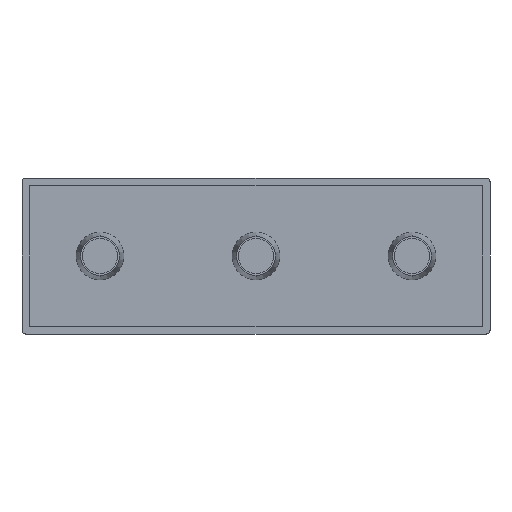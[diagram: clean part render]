
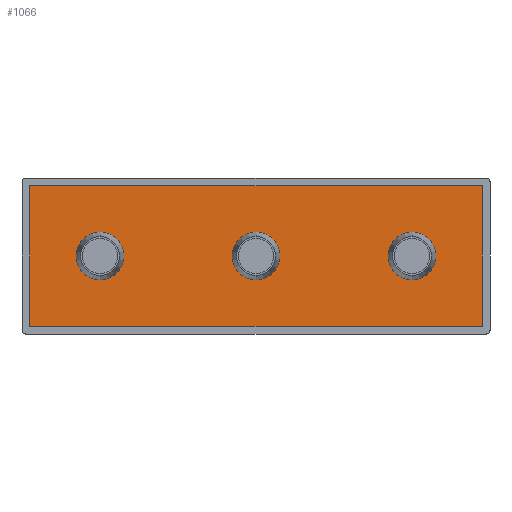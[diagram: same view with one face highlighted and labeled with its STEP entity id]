
A CAD part, front view. The second image highlights one B-rep face of the part: STEP entity #1066.
In plain terms, the highlighted planar face has unit normal (0, -1, 0).
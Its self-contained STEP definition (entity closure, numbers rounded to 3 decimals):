
#17 = DIRECTION ( 'NONE',  ( 0., -1., 0. ) ) ;
#48 = DIRECTION ( 'NONE',  ( -1., 0., 0. ) ) ;
#50 = EDGE_CURVE ( 'NONE', #802, #378, #455, .T. ) ;
#55 = AXIS2_PLACEMENT_3D ( 'NONE', #866, #17, #1039 ) ;
#95 = CARTESIAN_POINT ( 'NONE',  ( 58., -3.3, -18. ) ) ;
#107 = AXIS2_PLACEMENT_3D ( 'NONE', #1253, #1227, #620 ) ;
#123 = VECTOR ( 'NONE', #627, 1000. ) ;
#153 = VECTOR ( 'NONE', #880, 1000. ) ;
#165 = EDGE_CURVE ( 'NONE', #378, #802, #1200, .T. ) ;
#173 = AXIS2_PLACEMENT_3D ( 'NONE', #458, #357, #502 ) ;
#175 = CARTESIAN_POINT ( 'NONE',  ( -58., -3.3, -18. ) ) ;
#182 = EDGE_CURVE ( 'NONE', #574, #538, #261, .T. ) ;
#189 = ORIENTED_EDGE ( 'NONE', *, *, #165, .F. ) ;
#197 = ORIENTED_EDGE ( 'NONE', *, *, #1179, .T. ) ;
#201 = EDGE_CURVE ( 'NONE', #764, #638, #1249, .T. ) ;
#214 = ORIENTED_EDGE ( 'NONE', *, *, #201, .T. ) ;
#229 = CIRCLE ( 'NONE', #107, 6.1 ) ;
#240 = VERTEX_POINT ( 'NONE', #655 ) ;
#261 = LINE ( 'NONE', #781, #935 ) ;
#269 = FACE_BOUND ( 'NONE', #534, .T. ) ;
#290 = CARTESIAN_POINT ( 'NONE',  ( 40., -3.3, 0. ) ) ;
#301 = PLANE ( 'NONE',  #173 ) ;
#345 = CARTESIAN_POINT ( 'NONE',  ( 0., -3.3, 6.1 ) ) ;
#357 = DIRECTION ( 'NONE',  ( 0., -1., 0. ) ) ;
#378 = VERTEX_POINT ( 'NONE', #345 ) ;
#388 = ORIENTED_EDGE ( 'NONE', *, *, #182, .T. ) ;
#389 = CARTESIAN_POINT ( 'NONE',  ( 58., -3.3, 18. ) ) ;
#443 = CIRCLE ( 'NONE', #510, 6.1 ) ;
#452 = LINE ( 'NONE', #175, #153 ) ;
#455 = CIRCLE ( 'NONE', #800, 6.1 ) ;
#458 = CARTESIAN_POINT ( 'NONE',  ( 0., -3.3, 0. ) ) ;
#477 = LINE ( 'NONE', #981, #1242 ) ;
#492 = VERTEX_POINT ( 'NONE', #666 ) ;
#502 = DIRECTION ( 'NONE',  ( 0., 0., -1. ) ) ;
#508 = VERTEX_POINT ( 'NONE', #1144 ) ;
#510 = AXIS2_PLACEMENT_3D ( 'NONE', #1014, #1157, #619 ) ;
#534 = EDGE_LOOP ( 'NONE', ( #793, #573 ) ) ;
#538 = VERTEX_POINT ( 'NONE', #755 ) ;
#556 = EDGE_CURVE ( 'NONE', #492, #240, #703, .T. ) ;
#567 = EDGE_CURVE ( 'NONE', #638, #574, #477, .T. ) ;
#573 = ORIENTED_EDGE ( 'NONE', *, *, #556, .F. ) ;
#574 = VERTEX_POINT ( 'NONE', #1133 ) ;
#596 = ORIENTED_EDGE ( 'NONE', *, *, #959, .F. ) ;
#619 = DIRECTION ( 'NONE',  ( 0., 0., -1. ) ) ;
#620 = DIRECTION ( 'NONE',  ( 0., 0., -1. ) ) ;
#627 = DIRECTION ( 'NONE',  ( 0., 0., 1. ) ) ;
#638 = VERTEX_POINT ( 'NONE', #1035 ) ;
#655 = CARTESIAN_POINT ( 'NONE',  ( 40., -3.3, 6.1 ) ) ;
#661 = CARTESIAN_POINT ( 'NONE',  ( 0., -3.3, -6.1 ) ) ;
#666 = CARTESIAN_POINT ( 'NONE',  ( 40., -3.3, -6.1 ) ) ;
#671 = EDGE_LOOP ( 'NONE', ( #596, #1230 ) ) ;
#682 = CIRCLE ( 'NONE', #55, 6.1 ) ;
#689 = EDGE_LOOP ( 'NONE', ( #189, #1059 ) ) ;
#703 = CIRCLE ( 'NONE', #1024, 6.1 ) ;
#713 = DIRECTION ( 'NONE',  ( 0., 0., -1. ) ) ;
#716 = FACE_BOUND ( 'NONE', #689, .T. ) ;
#734 = CARTESIAN_POINT ( 'NONE',  ( 0., -3.3, 0. ) ) ;
#748 = FACE_OUTER_BOUND ( 'NONE', #1172, .T. ) ;
#755 = CARTESIAN_POINT ( 'NONE',  ( -58., -3.3, -18. ) ) ;
#764 = VERTEX_POINT ( 'NONE', #95 ) ;
#781 = CARTESIAN_POINT ( 'NONE',  ( -58., -3.3, 18. ) ) ;
#793 = ORIENTED_EDGE ( 'NONE', *, *, #1069, .F. ) ;
#800 = AXIS2_PLACEMENT_3D ( 'NONE', #1165, #1149, #934 ) ;
#802 = VERTEX_POINT ( 'NONE', #661 ) ;
#814 = DIRECTION ( 'NONE',  ( 0., -1., 0. ) ) ;
#817 = DIRECTION ( 'NONE',  ( 0., 0., -1. ) ) ;
#818 = CARTESIAN_POINT ( 'NONE',  ( -40., -3.3, -6.1 ) ) ;
#866 = CARTESIAN_POINT ( 'NONE',  ( -40., -3.3, 0. ) ) ;
#880 = DIRECTION ( 'NONE',  ( 1., 0., 0. ) ) ;
#934 = DIRECTION ( 'NONE',  ( 0., 0., -1. ) ) ;
#935 = VECTOR ( 'NONE', #713, 1000. ) ;
#942 = ORIENTED_EDGE ( 'NONE', *, *, #567, .T. ) ;
#959 = EDGE_CURVE ( 'NONE', #508, #1086, #682, .T. ) ;
#981 = CARTESIAN_POINT ( 'NONE',  ( -58., -3.3, 18. ) ) ;
#1002 = EDGE_CURVE ( 'NONE', #1086, #508, #443, .T. ) ;
#1014 = CARTESIAN_POINT ( 'NONE',  ( -40., -3.3, 0. ) ) ;
#1024 = AXIS2_PLACEMENT_3D ( 'NONE', #290, #1212, #1075 ) ;
#1029 = AXIS2_PLACEMENT_3D ( 'NONE', #734, #814, #817 ) ;
#1035 = CARTESIAN_POINT ( 'NONE',  ( 58., -3.3, 18. ) ) ;
#1039 = DIRECTION ( 'NONE',  ( 0., 0., -1. ) ) ;
#1059 = ORIENTED_EDGE ( 'NONE', *, *, #50, .F. ) ;
#1066 = ADVANCED_FACE ( 'NONE', ( #716, #748, #1209, #269 ), #301, .T. ) ;
#1069 = EDGE_CURVE ( 'NONE', #240, #492, #229, .T. ) ;
#1075 = DIRECTION ( 'NONE',  ( 0., 0., -1. ) ) ;
#1086 = VERTEX_POINT ( 'NONE', #818 ) ;
#1133 = CARTESIAN_POINT ( 'NONE',  ( -58., -3.3, 18. ) ) ;
#1144 = CARTESIAN_POINT ( 'NONE',  ( -40., -3.3, 6.1 ) ) ;
#1149 = DIRECTION ( 'NONE',  ( 0., -1., 0. ) ) ;
#1157 = DIRECTION ( 'NONE',  ( 0., -1., 0. ) ) ;
#1165 = CARTESIAN_POINT ( 'NONE',  ( 0., -3.3, 0. ) ) ;
#1172 = EDGE_LOOP ( 'NONE', ( #388, #197, #214, #942 ) ) ;
#1179 = EDGE_CURVE ( 'NONE', #538, #764, #452, .T. ) ;
#1200 = CIRCLE ( 'NONE', #1029, 6.1 ) ;
#1209 = FACE_BOUND ( 'NONE', #671, .T. ) ;
#1212 = DIRECTION ( 'NONE',  ( 0., -1., 0. ) ) ;
#1227 = DIRECTION ( 'NONE',  ( 0., -1., 0. ) ) ;
#1230 = ORIENTED_EDGE ( 'NONE', *, *, #1002, .F. ) ;
#1242 = VECTOR ( 'NONE', #48, 1000. ) ;
#1249 = LINE ( 'NONE', #389, #123 ) ;
#1253 = CARTESIAN_POINT ( 'NONE',  ( 40., -3.3, 0. ) ) ;
